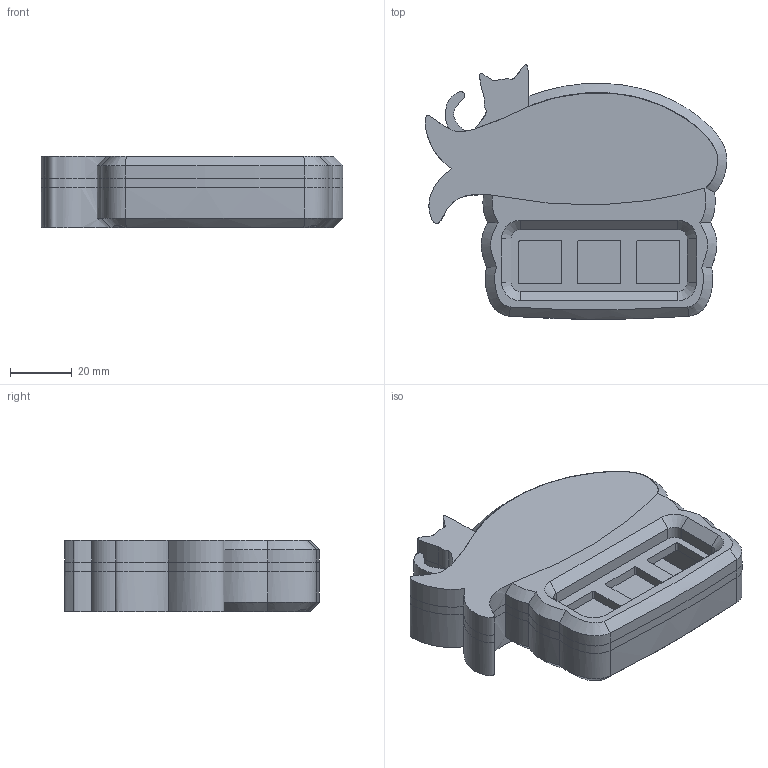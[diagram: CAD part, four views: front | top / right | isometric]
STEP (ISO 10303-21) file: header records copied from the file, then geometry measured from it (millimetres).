
FILE_DESCRIPTION(/* description */ (''),/* implementation_level */ '2;1');
FILE_NAME(/* name */ 'nigiripadfix v1.step',/* time_stamp */ '2025-04-21T11:21:37-04:00',/* author */ (''),/* organization */ (''),/* preprocessor_version */ 'ST-DEVELOPER v20.1',/* originating_system */ 'Autodesk Translation Framework v14.4.0.0',/* authorisation */ '');
FILE_SCHEMA (('AUTOMOTIVE_DESIGN { 1 0 10303 214 3 1 1 }'));
Products named in the file (53): nigiripadfix; Xiao RP2040 with pins; Seeed Studio XIAO RP2040 v26 v5; main; type-c v2; smd_button v3; SK6805-2.4x2.7 v1; Shell; DOUT; DIN; VSS; VDD; smd_button v3(Mirror); Text; Component12; Component20; Component21; Component22; Component23; Component24; Component25; Component26; Component27; Component28; Component13; Component14; Component15; Component16; Component17; Component18; Component19; Component29; Component30; Component31; Component32; Component33; Component34; Component35; Component36; Component37 ...
Assembly tree (52 placements, depth 6):
  nigiripadfix
    Xiao RP2040 with pins
      Seeed Studio XIAO RP2040 v26 v5
        main
          type-c v2
          smd_button v3
          SK6805-2.4x2.7 v1
            Shell
            DOUT
            DIN
            VSS
            VDD
          smd_button v3(Mirror)
        Text
          Component12
          Component20
          Component21
          Component22
          Component23
          Component24
          Component25
          Component26
          Component27
          Component28
          Component13
          Component14
          Component15
          Component16
          Component17
          Component18
          Component19
          Component29
          Component30
          Component31
          Component32
          Component33
          Component34
          Component35
          Component36
          Component37
          Component38
          Component39
          Component40
          Component41
          Component42
          Component43
          Component44
          Component45
          Component46
          Component47
      Pins
        Pines
        Pines (2)
Bounding box: 97.55 x 82.3 x 23 mm (x, y, z)
Volume: 89643.7 mm3; surface area: 51819.3 mm2
Topology: 89 solids, 89 shells, 1828 faces, 4711 edges, 3093 vertices
Faces by surface type: plane 1195, bspline 376, cylinder 217, cone 18, torus 12, sphere 10
Full cylindrical faces by diameter (mm): 0.4 x1, 0.5 x2, 0.8 x14, 1.5 x2, 2 x1, 2.9 x12
Entity records: 66468 total; most frequent: CARTESIAN_POINT 22235, ORIENTED_EDGE 9398, DIRECTION 7527, EDGE_CURVE 4699, LINE 3467, VECTOR 3467, VERTEX_POINT 3093, AXIS2_PLACEMENT_3D 2030
